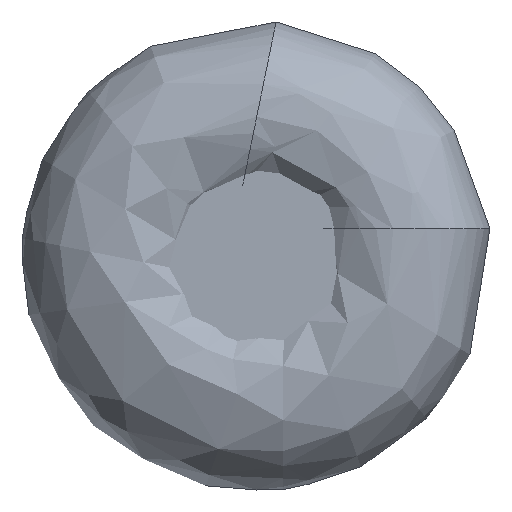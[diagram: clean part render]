
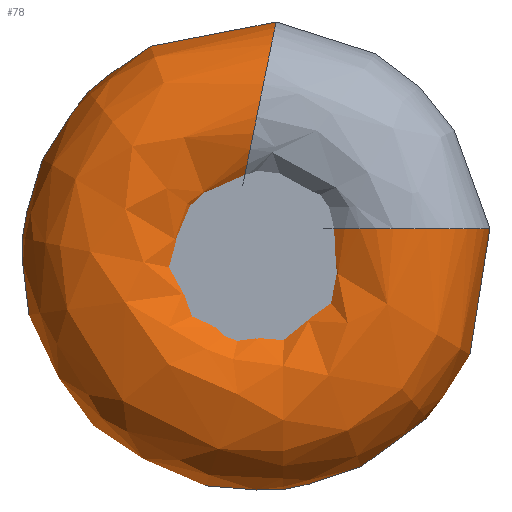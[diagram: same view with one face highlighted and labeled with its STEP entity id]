
A CAD part, left-side view. The second image highlights one B-rep face of the part: STEP entity #78.
In plain terms, the highlighted free-form (B-spline) face has degree [3, 3] with [7, 7] control points.
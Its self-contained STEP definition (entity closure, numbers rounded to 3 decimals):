
#32=(
BOUNDED_SURFACE()
B_SPLINE_SURFACE(3,3,((#350,#351,#352,#353,#354,#355,#356),(#357,#358,#359,
#360,#361,#362,#363),(#364,#365,#366,#367,#368,#369,#370),(#371,#372,#373,
#374,#375,#376,#377),(#378,#379,#380,#381,#382,#383,#384),(#385,#386,#387,
#388,#389,#390,#391),(#392,#393,#394,#395,#396,#397,#398)),
 .UNSPECIFIED.,.T.,.F.,.F.)
B_SPLINE_SURFACE_WITH_KNOTS((1,3,3,3,1),(4,3,4),(-0.5,0.,0.5,1.,1.5),(0.,
0.5,1.),.UNSPECIFIED.)
GEOMETRIC_REPRESENTATION_ITEM()
RATIONAL_B_SPLINE_SURFACE(((1.,0.557,0.557,1.,0.557,
0.557,1.),(0.333,0.186,0.186,
0.333,0.186,0.186,0.333),
(0.333,0.186,0.186,0.333,
0.186,0.186,0.333),(1.,0.557,
0.557,1.,0.557,0.557,1.),(0.333,
0.186,0.186,0.333,0.186,
0.186,0.333),(0.333,0.186,
0.186,0.333,0.186,0.186,
0.333),(1.,0.557,0.557,1.,0.557,
0.557,1.)))
REPRESENTATION_ITEM('')
SURFACE()
);
#78=ADVANCED_FACE('',(#100,#101),#32,.F.);
#100=FACE_BOUND('',#124,.T.);
#101=FACE_BOUND('',#125,.T.);
#124=EDGE_LOOP('',(#148));
#125=EDGE_LOOP('',(#149));
#148=ORIENTED_EDGE('',*,*,#174,.T.);
#149=ORIENTED_EDGE('',*,*,#175,.T.);
#162=VERTEX_POINT('',#347);
#163=VERTEX_POINT('',#349);
#174=EDGE_CURVE('',#162,#162,#186,.T.);
#175=EDGE_CURVE('',#163,#163,#187,.T.);
#186=CIRCLE('',#209,3.5);
#187=CIRCLE('',#210,3.5);
#209=AXIS2_PLACEMENT_3D('',#346,#254,#255);
#210=AXIS2_PLACEMENT_3D('',#348,#256,#257);
#254=DIRECTION('',(0.,0.98,0.2));
#255=DIRECTION('',(1.,0.,0.));
#256=DIRECTION('',(0.,0.,-1.));
#257=DIRECTION('',(1.,0.,0.));
#346=CARTESIAN_POINT('',(3.5,-0.008,5.041));
#347=CARTESIAN_POINT('',(7.,-0.008,5.041));
#348=CARTESIAN_POINT('',(3.5,-4.941,1.));
#349=CARTESIAN_POINT('',(7.,-4.941,1.));
#350=CARTESIAN_POINT('',(7.,-4.941,1.));
#351=CARTESIAN_POINT('',(7.,-6.068,-4.569));
#352=CARTESIAN_POINT('',(7.,-1.201,-7.501));
#353=CARTESIAN_POINT('',(7.,3.195,-3.9));
#354=CARTESIAN_POINT('',(7.,7.59,-0.299));
#355=CARTESIAN_POINT('',(7.,5.674,5.051));
#356=CARTESIAN_POINT('',(7.,-0.008,5.041));
#357=CARTESIAN_POINT('',(7.,2.059,1.));
#358=CARTESIAN_POINT('',(7.,0.932,3.321));
#359=CARTESIAN_POINT('',(7.,-1.633,3.038));
#360=CARTESIAN_POINT('',(7.,-2.227,0.528));
#361=CARTESIAN_POINT('',(7.,-2.822,-1.983));
#362=CARTESIAN_POINT('',(7.,-0.657,-3.386));
#363=CARTESIAN_POINT('',(7.,1.392,-1.817));
#364=CARTESIAN_POINT('',(0.,2.059,1.));
#365=CARTESIAN_POINT('',(0.,0.932,3.321));
#366=CARTESIAN_POINT('',(0.,-1.633,3.038));
#367=CARTESIAN_POINT('',(0.,-2.227,0.528));
#368=CARTESIAN_POINT('',(0.,-2.822,-1.983));
#369=CARTESIAN_POINT('',(0.,-0.657,-3.386));
#370=CARTESIAN_POINT('',(0.,1.392,-1.817));
#371=CARTESIAN_POINT('',(0.,-4.941,1.));
#372=CARTESIAN_POINT('',(0.,-6.068,-4.569));
#373=CARTESIAN_POINT('',(0.,-1.201,-7.501));
#374=CARTESIAN_POINT('',(0.,3.195,-3.9));
#375=CARTESIAN_POINT('',(0.,7.59,-0.299));
#376=CARTESIAN_POINT('',(0.,5.674,5.051));
#377=CARTESIAN_POINT('',(0.,-0.008,5.041));
#378=CARTESIAN_POINT('',(0.,-11.941,1.));
#379=CARTESIAN_POINT('',(0.,-13.068,-12.459));
#380=CARTESIAN_POINT('',(0.,-0.768,-18.039));
#381=CARTESIAN_POINT('',(0.,8.617,-8.327));
#382=CARTESIAN_POINT('',(0.,18.002,1.386));
#383=CARTESIAN_POINT('',(0.,12.004,13.487));
#384=CARTESIAN_POINT('',(0.,-1.408,11.9));
#385=CARTESIAN_POINT('',(7.,-11.941,1.));
#386=CARTESIAN_POINT('',(7.,-13.068,-12.459));
#387=CARTESIAN_POINT('',(7.,-0.768,-18.039));
#388=CARTESIAN_POINT('',(7.,8.617,-8.327));
#389=CARTESIAN_POINT('',(7.,18.002,1.386));
#390=CARTESIAN_POINT('',(7.,12.004,13.487));
#391=CARTESIAN_POINT('',(7.,-1.408,11.9));
#392=CARTESIAN_POINT('',(7.,-4.941,1.));
#393=CARTESIAN_POINT('',(7.,-6.068,-4.569));
#394=CARTESIAN_POINT('',(7.,-1.201,-7.501));
#395=CARTESIAN_POINT('',(7.,3.195,-3.9));
#396=CARTESIAN_POINT('',(7.,7.59,-0.299));
#397=CARTESIAN_POINT('',(7.,5.674,5.051));
#398=CARTESIAN_POINT('',(7.,-0.008,5.041));
